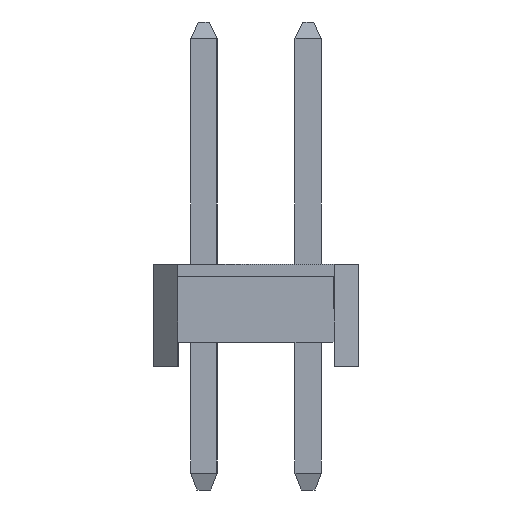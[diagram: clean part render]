
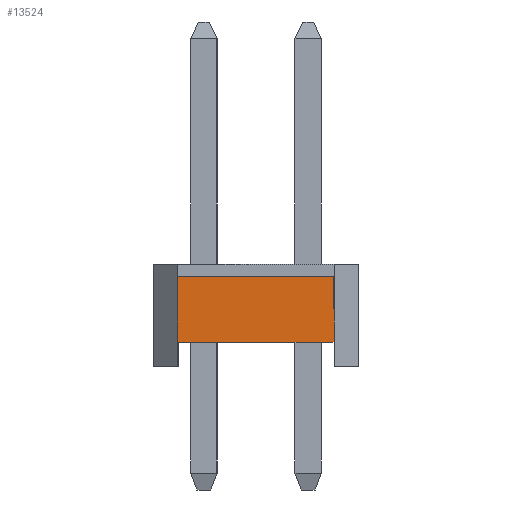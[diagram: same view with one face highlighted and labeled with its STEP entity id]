
A CAD part, left-side view. The second image highlights one B-rep face of the part: STEP entity #13524.
In plain terms, the highlighted planar face has unit normal (-1, 0, 0).
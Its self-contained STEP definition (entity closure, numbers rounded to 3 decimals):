
#176 = LINE ( 'NONE', #15260, #14640 ) ;
#530 = FACE_OUTER_BOUND ( 'NONE', #20207, .T. ) ;
#725 = AXIS2_PLACEMENT_3D ( 'NONE', #16394, #22156, #3026 ) ;
#3026 = DIRECTION ( 'NONE',  ( 0., 0., -1. ) ) ;
#4551 = ORIENTED_EDGE ( 'NONE', *, *, #18698, .T. ) ;
#4579 = CARTESIAN_POINT ( 'NONE',  ( -1.27, -1.9, 0.6 ) ) ;
#4779 = CARTESIAN_POINT ( 'NONE',  ( -1.27, -1.9, 2.2 ) ) ;
#5177 = PLANE ( 'NONE',  #725 ) ;
#5572 = CARTESIAN_POINT ( 'NONE',  ( -1.27, 1.9, 0.6 ) ) ;
#5674 = CARTESIAN_POINT ( 'NONE',  ( -1.27, -1.9, 2.2 ) ) ;
#6433 = EDGE_CURVE ( 'NONE', #14350, #15177, #18043, .T. ) ;
#7035 = VECTOR ( 'NONE', #12912, 1000. ) ;
#7211 = VERTEX_POINT ( 'NONE', #4779 ) ;
#7250 = CARTESIAN_POINT ( 'NONE',  ( -1.27, 1.9, 0.6 ) ) ;
#7667 = CARTESIAN_POINT ( 'NONE',  ( -1.27, -1.9, 2.5 ) ) ;
#7990 = DIRECTION ( 'NONE',  ( 0., 0., -1. ) ) ;
#8843 = ORIENTED_EDGE ( 'NONE', *, *, #9571, .F. ) ;
#9571 = EDGE_CURVE ( 'NONE', #18045, #7211, #19768, .T. ) ;
#10962 = ORIENTED_EDGE ( 'NONE', *, *, #6433, .T. ) ;
#12912 = DIRECTION ( 'NONE',  ( 0., -1., 0. ) ) ;
#13524 = ADVANCED_FACE ( 'NONE', ( #530 ), #5177, .F. ) ;
#13850 = VECTOR ( 'NONE', #15132, 1000. ) ;
#14275 = LINE ( 'NONE', #7667, #18144 ) ;
#14350 = VERTEX_POINT ( 'NONE', #7250 ) ;
#14640 = VECTOR ( 'NONE', #7990, 1000. ) ;
#15132 = DIRECTION ( 'NONE',  ( 0., -1., 0. ) ) ;
#15177 = VERTEX_POINT ( 'NONE', #4579 ) ;
#15260 = CARTESIAN_POINT ( 'NONE',  ( -1.27, 1.9, 2.5 ) ) ;
#16394 = CARTESIAN_POINT ( 'NONE',  ( -1.27, 1.9, 2.5 ) ) ;
#16841 = CARTESIAN_POINT ( 'NONE',  ( -1.27, 1.9, 2.2 ) ) ;
#18043 = LINE ( 'NONE', #5572, #13850 ) ;
#18045 = VERTEX_POINT ( 'NONE', #16841 ) ;
#18144 = VECTOR ( 'NONE', #22924, 1000. ) ;
#18698 = EDGE_CURVE ( 'NONE', #18045, #14350, #176, .T. ) ;
#19768 = LINE ( 'NONE', #5674, #7035 ) ;
#20207 = EDGE_LOOP ( 'NONE', ( #23721, #8843, #4551, #10962 ) ) ;
#22156 = DIRECTION ( 'NONE',  ( 1., 0., 0. ) ) ;
#22924 = DIRECTION ( 'NONE',  ( 0., 0., -1. ) ) ;
#23305 = EDGE_CURVE ( 'NONE', #7211, #15177, #14275, .T. ) ;
#23721 = ORIENTED_EDGE ( 'NONE', *, *, #23305, .F. ) ;
